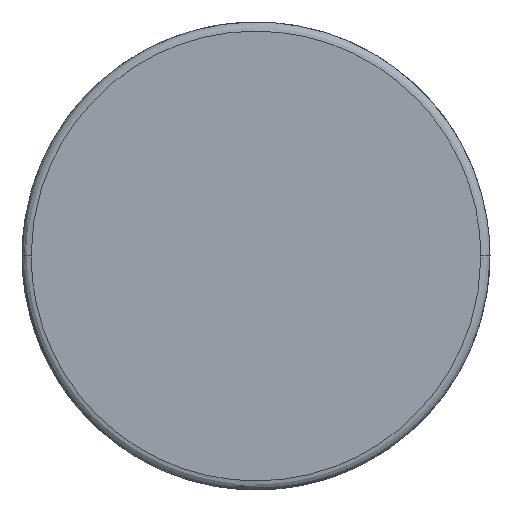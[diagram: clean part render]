
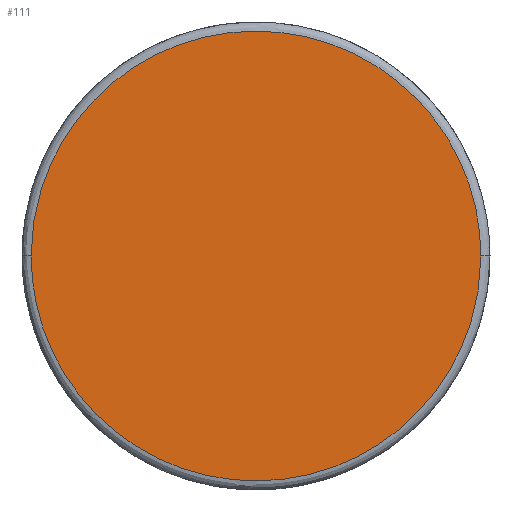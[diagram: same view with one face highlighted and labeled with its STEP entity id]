
A CAD part, left-side view. The second image highlights one B-rep face of the part: STEP entity #111.
In plain terms, the highlighted planar face has unit normal (-1, 0, 0).
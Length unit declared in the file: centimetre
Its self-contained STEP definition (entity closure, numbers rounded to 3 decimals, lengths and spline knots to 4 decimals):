
#111=ADVANCED_FACE('',(#139),#409,.T.);
#139=FACE_OUTER_BOUND('',#167,.T.);
#167=EDGE_LOOP('',(#231,#232));
#231=ORIENTED_EDGE('',*,*,#298,.F.);
#232=ORIENTED_EDGE('',*,*,#292,.F.);
#292=EDGE_CURVE('',#374,#377,#342,.T.);
#298=EDGE_CURVE('',#377,#374,#347,.T.);
#342=(
BOUNDED_CURVE()
B_SPLINE_CURVE(3,(#805,#806,#807,#808,#809,#810,#811,#812,#813,#814,#815),
 .UNSPECIFIED.,.F.,.F.)
B_SPLINE_CURVE_WITH_KNOTS((4,1,1,1,1,1,1,1,4),(0.,3.593,7.4852,
11.3971,15.4806,19.0736,22.9658,26.8777,
30.9611),.UNSPECIFIED.)
CURVE()
GEOMETRIC_REPRESENTATION_ITEM()
RATIONAL_B_SPLINE_CURVE((1.,1.,1.,1.,1.,1.,1.,1.,1.,1.,1.))
REPRESENTATION_ITEM('')
);
#347=(
BOUNDED_CURVE()
B_SPLINE_CURVE(3,(#840,#841,#842,#843,#844,#845,#846,#847,#848,#849,#850),
 .UNSPECIFIED.,.F.,.F.)
B_SPLINE_CURVE_WITH_KNOTS((4,1,1,1,1,1,1,1,4),(30.9611,34.5542,
38.4463,42.3582,46.4417,50.0347,53.9269,
57.8388,61.9222),.UNSPECIFIED.)
CURVE()
GEOMETRIC_REPRESENTATION_ITEM()
RATIONAL_B_SPLINE_CURVE((1.,1.,1.,1.,1.,1.,1.,1.,1.,1.,1.))
REPRESENTATION_ITEM('')
);
#374=VERTEX_POINT('',#782);
#377=VERTEX_POINT('',#785);
#409=PLANE('',#441);
#441=AXIS2_PLACEMENT_3D('',#703,#457,$);
#457=DIRECTION('',(-1.,0.,0.));
#703=CARTESIAN_POINT('',(55.2646,43.1979,0.0003));
#782=CARTESIAN_POINT('',(55.2646,63.309,10.2559));
#785=CARTESIAN_POINT('',(55.2646,43.5975,10.256));
#805=CARTESIAN_POINT('',(55.2646,63.309,10.2559));
#806=CARTESIAN_POINT('',(55.2646,63.3094,11.4534));
#807=CARTESIAN_POINT('',(55.2646,62.8495,13.9488));
#808=CARTESIAN_POINT('',(55.2646,60.7855,17.2265));
#809=CARTESIAN_POINT('',(55.2646,57.4792,19.5518));
#810=CARTESIAN_POINT('',(55.2646,53.6172,20.3631));
#811=CARTESIAN_POINT('',(55.2646,49.7606,19.6517));
#812=CARTESIAN_POINT('',(55.2646,46.4827,17.5881));
#813=CARTESIAN_POINT('',(55.2646,44.1577,14.2815));
#814=CARTESIAN_POINT('',(55.2646,43.5977,11.617));
#815=CARTESIAN_POINT('',(55.2646,43.5975,10.256));
#840=CARTESIAN_POINT('',(55.2646,43.5975,10.256));
#841=CARTESIAN_POINT('',(55.2646,43.5973,9.0584));
#842=CARTESIAN_POINT('',(55.2646,44.0577,6.5631));
#843=CARTESIAN_POINT('',(55.2646,46.1211,3.2849));
#844=CARTESIAN_POINT('',(55.2646,49.4278,0.9602));
#845=CARTESIAN_POINT('',(55.2646,53.2897,0.1485));
#846=CARTESIAN_POINT('',(55.2646,57.1462,0.8602));
#847=CARTESIAN_POINT('',(55.2646,60.4244,2.9236));
#848=CARTESIAN_POINT('',(55.2646,62.7487,6.2305));
#849=CARTESIAN_POINT('',(55.2646,63.31,8.8944));
#850=CARTESIAN_POINT('',(55.2646,63.309,10.2559));
